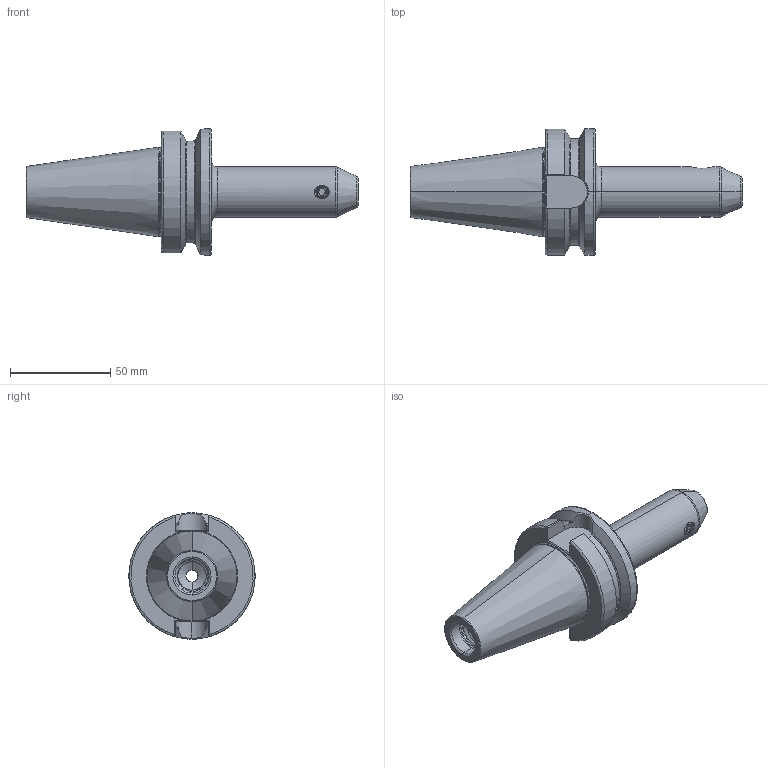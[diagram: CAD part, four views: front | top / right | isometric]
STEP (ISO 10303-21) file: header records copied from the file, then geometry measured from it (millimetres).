
FILE_DESCRIPTION (( 'STEP AP203' ), '1' );
FILE_NAME ('405.04.06.1.STEP', '2016-08-01T08:20:30', ( '' ), ( '' ), 'SwSTEP 2.0', 'SolidWorks 2012', '' );
FILE_SCHEMA (( 'CONFIG_CONTROL_DESIGN' ));
Length unit declared in the file: millimetre
Products named in the file (3): 405.04.06.1; 側固6_M6x1_10L
Assembly tree (2 placements, depth 2):
  405.04.06.1
    405.04.06.1
    側固6_M6x1_10L
Bounding box: 165.4 x 63 x 63 mm (x, y, z)
Volume: 145197.9 mm3; surface area: 31704.5 mm2
Topology: 2 solids, 2 shells, 201 faces, 525 edges, 332 vertices
Faces by surface type: cylinder 80, plane 37, cone 31, torus 26, bspline 25, sphere 2
Entity records: 17663 total; most frequent: CARTESIAN_POINT 13063, ORIENTED_EDGE 1046, DIRECTION 747, EDGE_CURVE 523, VERTEX_POINT 332, AXIS2_PLACEMENT_3D 293, EDGE_LOOP 211, FACE_OUTER_BOUND 201
